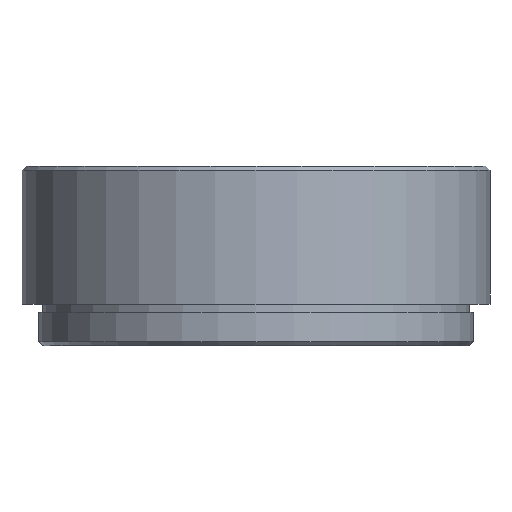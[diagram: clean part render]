
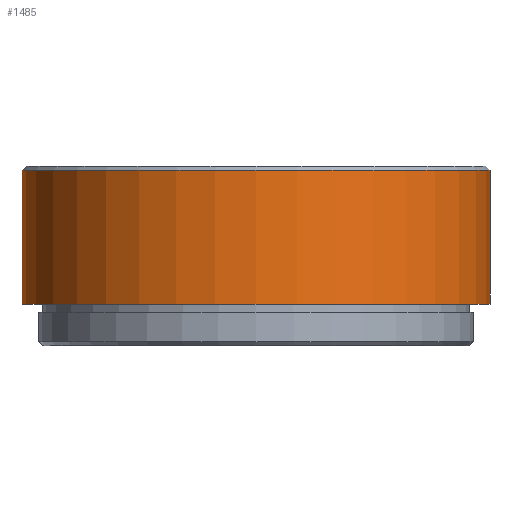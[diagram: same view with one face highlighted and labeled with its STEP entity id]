
A CAD part, front view. The second image highlights one B-rep face of the part: STEP entity #1485.
In plain terms, the highlighted cylindrical face has radius 28 mm (diameter 56 mm), a partial arc.
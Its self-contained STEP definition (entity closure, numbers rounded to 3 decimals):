
#1 = CARTESIAN_POINT ( 'NONE',  ( 28., 0., 5. ) ) ;
#143 = DIRECTION ( 'NONE',  ( 1., 0., 0. ) ) ;
#167 = ORIENTED_EDGE ( 'NONE', *, *, #692, .T. ) ;
#220 = CARTESIAN_POINT ( 'NONE',  ( 28., 0., 21. ) ) ;
#243 = EDGE_CURVE ( 'NONE', #404, #1645, #1318, .T. ) ;
#253 = DIRECTION ( 'NONE',  ( 0., 0., -1. ) ) ;
#292 = ORIENTED_EDGE ( 'NONE', *, *, #243, .F. ) ;
#303 = VECTOR ( 'NONE', #695, 1000. ) ;
#376 = VECTOR ( 'NONE', #1264, 1000. ) ;
#404 = VERTEX_POINT ( 'NONE', #1 ) ;
#413 = AXIS2_PLACEMENT_3D ( 'NONE', #1191, #253, #418 ) ;
#415 = CARTESIAN_POINT ( 'NONE',  ( 0., 0., 21. ) ) ;
#418 = DIRECTION ( 'NONE',  ( -1., 0., 0. ) ) ;
#493 = EDGE_CURVE ( 'NONE', #909, #1645, #978, .T. ) ;
#513 = CARTESIAN_POINT ( 'NONE',  ( -28., 0., 21. ) ) ;
#534 = DIRECTION ( 'NONE',  ( -1., 0., 0. ) ) ;
#692 = EDGE_CURVE ( 'NONE', #1392, #909, #715, .T. ) ;
#695 = DIRECTION ( 'NONE',  ( 0., 0., -1. ) ) ;
#715 = CIRCLE ( 'NONE', #1206, 28. ) ;
#792 = AXIS2_PLACEMENT_3D ( 'NONE', #1168, #919, #534 ) ;
#837 = FACE_OUTER_BOUND ( 'NONE', #1310, .T. ) ;
#850 = CARTESIAN_POINT ( 'NONE',  ( -28., 0., 21.5 ) ) ;
#895 = ORIENTED_EDGE ( 'NONE', *, *, #493, .T. ) ;
#909 = VERTEX_POINT ( 'NONE', #513 ) ;
#912 = ORIENTED_EDGE ( 'NONE', *, *, #1558, .F. ) ;
#919 = DIRECTION ( 'NONE',  ( 0., 0., -1. ) ) ;
#978 = LINE ( 'NONE', #850, #303 ) ;
#1121 = CARTESIAN_POINT ( 'NONE',  ( -28., 0., 5. ) ) ;
#1168 = CARTESIAN_POINT ( 'NONE',  ( 0., 0., 5. ) ) ;
#1191 = CARTESIAN_POINT ( 'NONE',  ( 0., 0., 21.5 ) ) ;
#1206 = AXIS2_PLACEMENT_3D ( 'NONE', #415, #1224, #143 ) ;
#1224 = DIRECTION ( 'NONE',  ( 0., 0., -1. ) ) ;
#1264 = DIRECTION ( 'NONE',  ( 0., 0., -1. ) ) ;
#1310 = EDGE_LOOP ( 'NONE', ( #912, #167, #895, #292 ) ) ;
#1318 = CIRCLE ( 'NONE', #792, 28. ) ;
#1392 = VERTEX_POINT ( 'NONE', #220 ) ;
#1393 = CARTESIAN_POINT ( 'NONE',  ( 28., 0., 21.5 ) ) ;
#1485 = ADVANCED_FACE ( 'NONE', ( #837 ), #1623, .T. ) ;
#1509 = LINE ( 'NONE', #1393, #376 ) ;
#1558 = EDGE_CURVE ( 'NONE', #1392, #404, #1509, .T. ) ;
#1623 = CYLINDRICAL_SURFACE ( 'NONE', #413, 28. ) ;
#1645 = VERTEX_POINT ( 'NONE', #1121 ) ;
